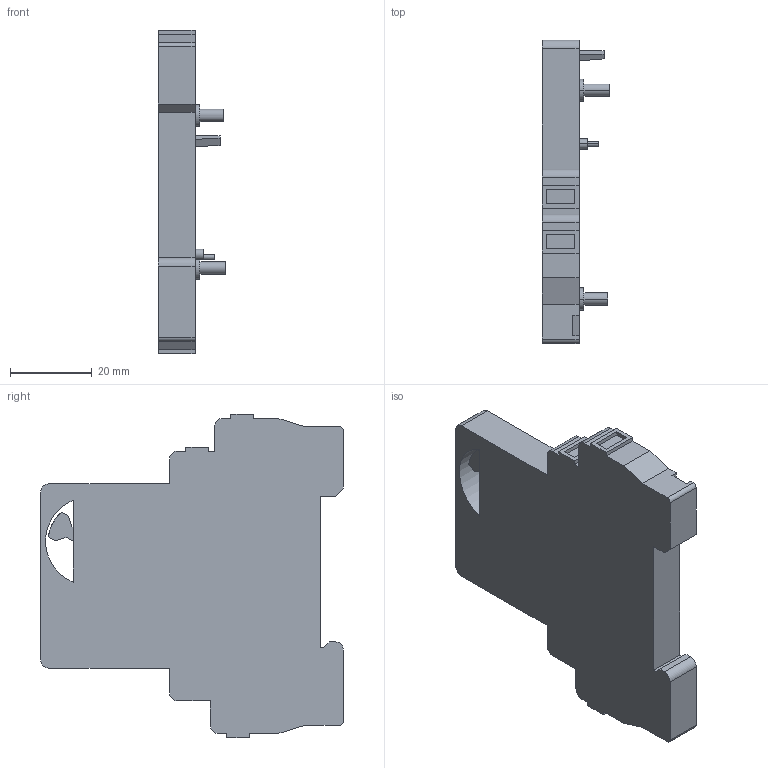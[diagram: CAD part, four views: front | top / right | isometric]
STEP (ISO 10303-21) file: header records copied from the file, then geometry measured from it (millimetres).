
FILE_DESCRIPTION (( 'STEP AP203' ), '1' );
FILE_NAME ('Àâàðèéíûé êîíòàêò ÀÊ-47 EKF Basic (mdac-47-bas).STEP', '2021-12-16T13:30:40', ( '' ), ( '' ), 'SwSTEP 2.0', 'SolidWorks 2021', '' );
FILE_SCHEMA (( 'CONFIG_CONTROL_DESIGN' ));
Length unit declared in the file: millimetre
Products named in the file (1): Àâàðèéíûé êîíòàêò ÀÊ-47 EKF Basic (mdac-47-bas)
Bounding box: 16.5 x 74 x 79 mm (x, y, z)
Volume: 37426.8 mm3; surface area: 12325 mm2
Topology: 1 solids, 1 shells, 203 faces, 514 edges, 326 vertices
Faces by surface type: plane 172, cylinder 31
Entity records: 6085 total; most frequent: CARTESIAN_POINT 1044, ORIENTED_EDGE 1028, DIRECTION 1018, EDGE_CURVE 514, LINE 418, VECTOR 418, VERTEX_POINT 326, AXIS2_PLACEMENT_3D 300
